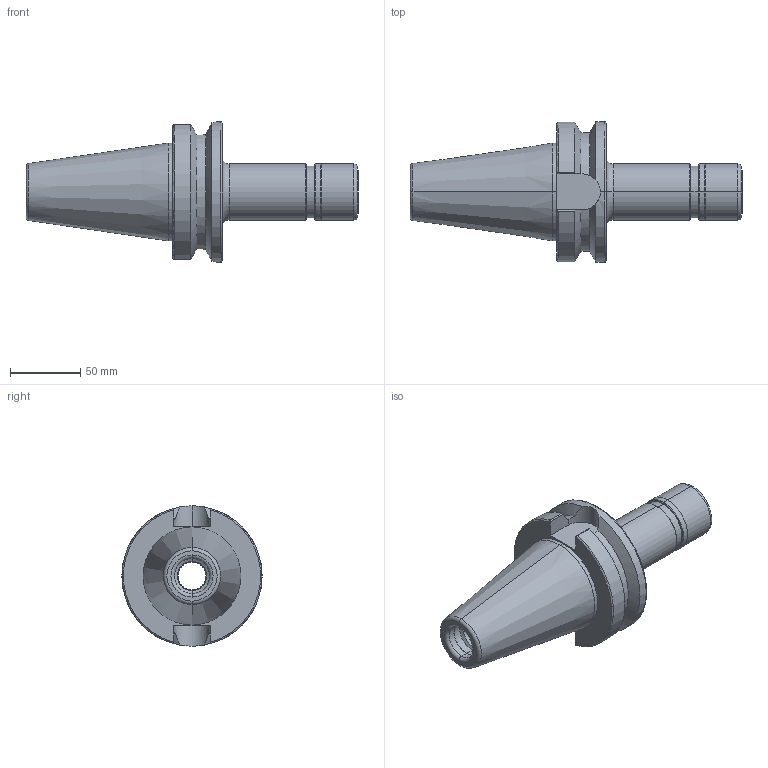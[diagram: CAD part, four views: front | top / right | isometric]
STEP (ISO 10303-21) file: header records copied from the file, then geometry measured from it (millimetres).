
FILE_DESCRIPTION (( 'STEP AP203' ), '1' );
FILE_NAME ('192-S6118-231.STEP', '2019-04-16T07:23:04', ( 'Acer' ), ( '' ), 'SwSTEP 2.0', 'SolidWorks 2018', '' );
FILE_SCHEMA (( 'CONFIG_CONTROL_DESIGN' ));
Length unit declared in the file: millimetre
Products named in the file (1): 192-S6118-231
Bounding box: 236.8 x 100 x 100 mm (x, y, z)
Surface area: 69390.5 mm2 (no closed solid volume)
Topology: 0 solids, 6 shells, 102 faces, 238 edges, 145 vertices
Faces by surface type: cylinder 37, cone 26, torus 20, plane 19
Entity records: 3106 total; most frequent: CARTESIAN_POINT 661, DIRECTION 547, ORIENTED_EDGE 452, EDGE_CURVE 238, AXIS2_PLACEMENT_3D 234, VERTEX_POINT 145, CIRCLE 131, EDGE_LOOP 111
